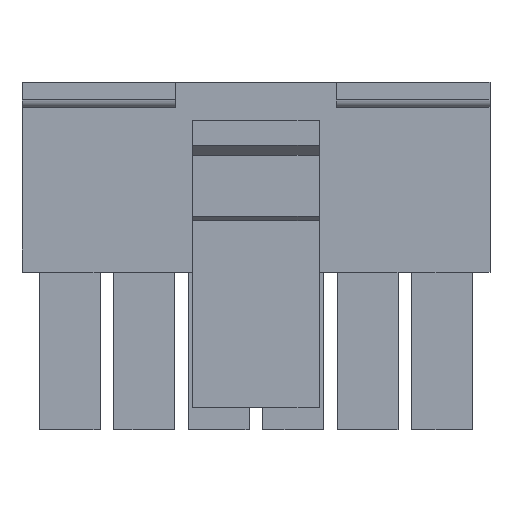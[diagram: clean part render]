
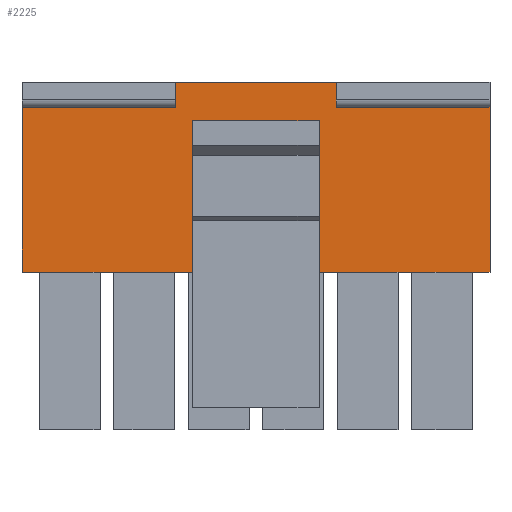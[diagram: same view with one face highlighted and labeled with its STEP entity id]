
A CAD part, top view. The second image highlights one B-rep face of the part: STEP entity #2225.
In plain terms, the highlighted planar face has unit normal (0, 0, 1).
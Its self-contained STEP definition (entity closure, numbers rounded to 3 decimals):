
#18=DIRECTION('',(0.,-1.,0.));
#19=VECTOR('',#18,6.63);
#20=CARTESIAN_POINT('',(-9.42,2.63,1.95));
#21=LINE('',#20,#19);
#43=DIRECTION('',(1.,0.,0.));
#44=VECTOR('',#43,6.49);
#45=CARTESIAN_POINT('',(-3.245,3.65,1.95));
#46=LINE('',#45,#44);
#71=DIRECTION('',(0.,-1.,0.));
#72=VECTOR('',#71,1.38);
#73=CARTESIAN_POINT('',(-2.545,-2.,1.95));
#74=LINE('',#73,#72);
#75=DIRECTION('',(1.,0.,0.));
#76=VECTOR('',#75,5.09);
#77=CARTESIAN_POINT('',(-2.545,-3.38,1.95));
#78=LINE('',#77,#76);
#79=DIRECTION('',(0.,-1.,0.));
#80=VECTOR('',#79,1.38);
#81=CARTESIAN_POINT('',(2.545,-2.,1.95));
#82=LINE('',#81,#80);
#83=DIRECTION('',(1.,0.,0.));
#84=VECTOR('',#83,5.09);
#85=CARTESIAN_POINT('',(-2.545,-2.,1.95));
#86=LINE('',#85,#84);
#87=DIRECTION('',(1.,0.,0.));
#88=VECTOR('',#87,6.175);
#89=CARTESIAN_POINT('',(-9.42,2.63,1.95));
#90=LINE('',#89,#88);
#91=DIRECTION('',(0.,1.,0.));
#92=VECTOR('',#91,1.02);
#93=CARTESIAN_POINT('',(-3.245,2.63,1.95));
#94=LINE('',#93,#92);
#95=DIRECTION('',(0.,-1.,0.));
#96=VECTOR('',#95,1.02);
#97=CARTESIAN_POINT('',(3.245,3.65,1.95));
#98=LINE('',#97,#96);
#99=DIRECTION('',(1.,0.,0.));
#100=VECTOR('',#99,6.185);
#101=CARTESIAN_POINT('',(3.245,2.63,1.95));
#102=LINE('',#101,#100);
#302=DIRECTION('',(0.,-1.,0.));
#303=VECTOR('',#302,6.63);
#304=CARTESIAN_POINT('',(9.43,2.63,1.95));
#305=LINE('',#304,#303);
#511=DIRECTION('',(1.,0.,0.));
#512=VECTOR('',#511,18.85);
#513=CARTESIAN_POINT('',(-9.42,-4.,1.95));
#514=LINE('',#513,#512);
#1611=CARTESIAN_POINT('',(-9.42,-4.,1.95));
#1613=VERTEX_POINT('',#1611);
#1617=CARTESIAN_POINT('',(9.43,-4.,1.95));
#1619=VERTEX_POINT('',#1617);
#1751=CARTESIAN_POINT('',(-2.545,-2.,1.95));
#1753=VERTEX_POINT('',#1751);
#1755=CARTESIAN_POINT('',(2.545,-2.,1.95));
#1757=VERTEX_POINT('',#1755);
#1759=CARTESIAN_POINT('',(3.245,3.65,1.95));
#1760=CARTESIAN_POINT('',(3.245,2.63,1.95));
#1761=VERTEX_POINT('',#1759);
#1762=VERTEX_POINT('',#1760);
#1763=CARTESIAN_POINT('',(-3.245,2.63,1.95));
#1764=CARTESIAN_POINT('',(-3.245,3.65,1.95));
#1765=VERTEX_POINT('',#1763);
#1766=VERTEX_POINT('',#1764);
#1775=CARTESIAN_POINT('',(-2.545,-3.38,1.95));
#1776=VERTEX_POINT('',#1775);
#1777=CARTESIAN_POINT('',(2.545,-3.38,1.95));
#1778=VERTEX_POINT('',#1777);
#1831=CARTESIAN_POINT('',(-9.42,2.63,1.95));
#1832=VERTEX_POINT('',#1831);
#1833=CARTESIAN_POINT('',(9.43,2.63,1.95));
#1834=VERTEX_POINT('',#1833);
#2194=CARTESIAN_POINT('',(-9.42,3.65,1.95));
#2195=DIRECTION('',(0.,0.,1.));
#2196=DIRECTION('',(0.,-1.,0.));
#2197=AXIS2_PLACEMENT_3D('',#2194,#2195,#2196);
#2198=PLANE('',#2197);
#2200=ORIENTED_EDGE('',*,*,#2199,.T.);
#2202=ORIENTED_EDGE('',*,*,#2201,.T.);
#2203=ORIENTED_EDGE('',*,*,#2176,.T.);
#2205=ORIENTED_EDGE('',*,*,#2204,.T.);
#2207=ORIENTED_EDGE('',*,*,#2206,.T.);
#2209=ORIENTED_EDGE('',*,*,#2208,.T.);
#2211=ORIENTED_EDGE('',*,*,#2210,.F.);
#2212=ORIENTED_EDGE('',*,*,#2156,.F.);
#2213=EDGE_LOOP('',(#2200,#2202,#2203,#2205,#2207,#2209,#2211,#2212));
#2214=FACE_OUTER_BOUND('',#2213,.F.);
#2216=ORIENTED_EDGE('',*,*,#2215,.T.);
#2218=ORIENTED_EDGE('',*,*,#2217,.T.);
#2220=ORIENTED_EDGE('',*,*,#2219,.F.);
#2222=ORIENTED_EDGE('',*,*,#2221,.F.);
#2223=EDGE_LOOP('',(#2216,#2218,#2220,#2222));
#2224=FACE_BOUND('',#2223,.F.);
#2225=ADVANCED_FACE('',(#2214,#2224),#2198,.T.);
#2156=EDGE_CURVE('',#1832,#1613,#21,.T.);
#2176=EDGE_CURVE('',#1766,#1761,#46,.T.);
#2199=EDGE_CURVE('',#1832,#1765,#90,.T.);
#2201=EDGE_CURVE('',#1765,#1766,#94,.T.);
#2204=EDGE_CURVE('',#1761,#1762,#98,.T.);
#2206=EDGE_CURVE('',#1762,#1834,#102,.T.);
#2208=EDGE_CURVE('',#1834,#1619,#305,.T.);
#2210=EDGE_CURVE('',#1613,#1619,#514,.T.);
#2215=EDGE_CURVE('',#1753,#1776,#74,.T.);
#2217=EDGE_CURVE('',#1776,#1778,#78,.T.);
#2219=EDGE_CURVE('',#1757,#1778,#82,.T.);
#2221=EDGE_CURVE('',#1753,#1757,#86,.T.);
